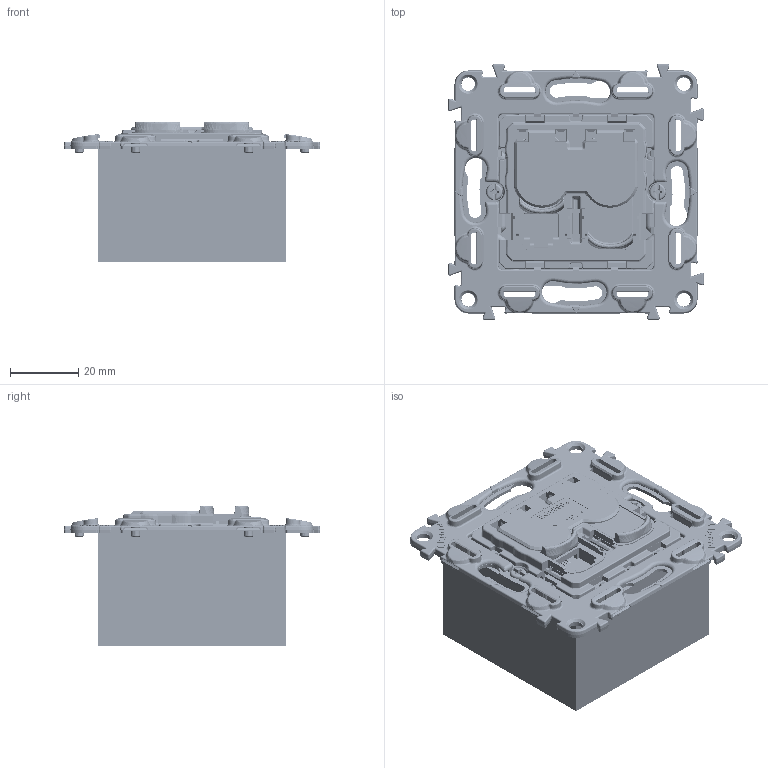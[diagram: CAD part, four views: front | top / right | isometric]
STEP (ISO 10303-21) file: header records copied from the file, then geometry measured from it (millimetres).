
FILE_DESCRIPTION(('CATIA V5 STEP Exchange','CAx-IF Rec.Pracs.--- Model Styling and Organization---1.4--- 2014-01-23'),'2;1');
FILE_NAME('753039_AllCATPart.stp','2020-02-13T10:36:31+00:00',('none'),('none'),'CATIA Version 5-6 Release 2017 SP3','CATIA V5 STEP AP214','none');
FILE_SCHEMA(('AUTOMOTIVE_DESIGN { 1 0 10303 214 1 1 1 1 }'));
Products named in the file (1): 753039_AllCATPart
Bounding box: 74.7 x 74.7 x 41.03 mm (x, y, z)
Volume: 111724.3 mm3; surface area: 30330 mm2
Topology: 1 solids, 17 shells, 10244 faces, 28979 edges, 18674 vertices
Faces by surface type: plane 7040, cylinder 1308, bspline 938, cone 598, torus 276, sphere 72, extrusion 12
Entity records: 386282 total; most frequent: CARTESIAN_POINT 133240, ORIENTED_EDGE 57746, DIRECTION 40014, EDGE_CURVE 28873, VECTOR 20595, LINE 20583, VERTEX_POINT 18674, AXIS2_PLACEMENT_3D 11200
